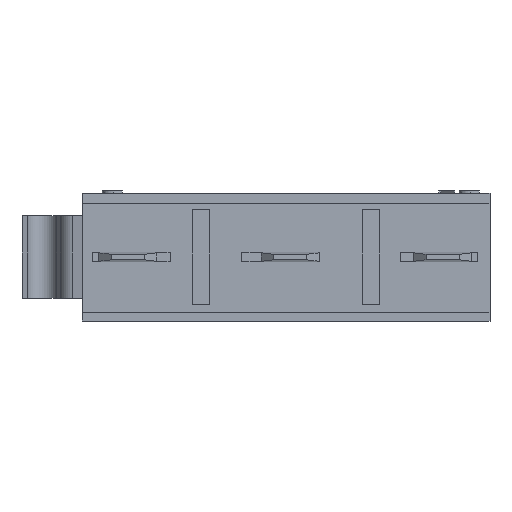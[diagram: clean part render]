
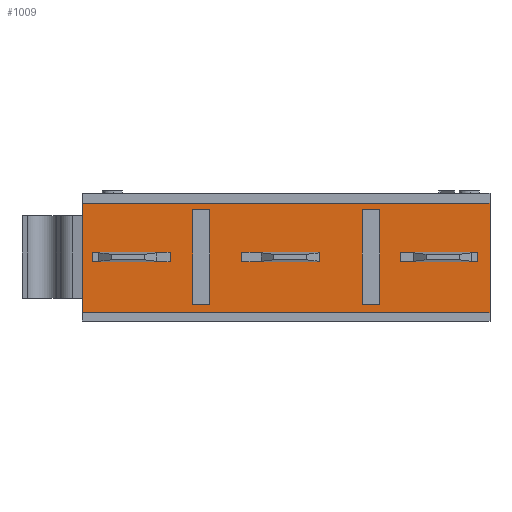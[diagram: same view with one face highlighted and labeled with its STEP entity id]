
A CAD part, front view. The second image highlights one B-rep face of the part: STEP entity #1009.
In plain terms, the highlighted planar face has unit normal (0, -1, 0).
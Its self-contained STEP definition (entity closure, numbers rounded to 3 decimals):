
#344 = DIRECTION ( 'NONE',  ( -1., 0., 0. ) ) ;
#366 = DIRECTION ( 'NONE',  ( -1., 0., 0. ) ) ;
#410 = EDGE_LOOP ( 'NONE', ( #4931, #5083, #4678, #6231 ) ) ;
#460 = FACE_BOUND ( 'NONE', #1959, .T. ) ;
#497 = CARTESIAN_POINT ( 'NONE',  ( 11.66, -3.581, 5.7 ) ) ;
#526 = CARTESIAN_POINT ( 'NONE',  ( -1.91, -3.581, 6.201 ) ) ;
#656 = LINE ( 'NONE', #2214, #9657 ) ;
#688 = LINE ( 'NONE', #4616, #5632 ) ;
#738 = VERTEX_POINT ( 'NONE', #2793 ) ;
#760 = CARTESIAN_POINT ( 'NONE',  ( 11.66, -3.581, 0.4 ) ) ;
#912 = CARTESIAN_POINT ( 'NONE',  ( 5.48, -3.581, 5.4 ) ) ;
#992 = DIRECTION ( 'NONE',  ( -1., 0., 0. ) ) ;
#1009 = ADVANCED_FACE ( 'NONE', ( #460, #2023, #3964 ), #2339, .T. ) ;
#1063 = VECTOR ( 'NONE', #7996, 1000. ) ;
#1150 = CARTESIAN_POINT ( 'NONE',  ( 17.141, -3.581, 5.4 ) ) ;
#1246 = CARTESIAN_POINT ( 'NONE',  ( 6.31, -3.581, 6.201 ) ) ;
#1289 = EDGE_CURVE ( 'NONE', #6873, #5676, #5649, .T. ) ;
#1358 = DIRECTION ( 'NONE',  ( 0., 0., -1. ) ) ;
#1411 = DIRECTION ( 'NONE',  ( -1., 0., 0. ) ) ;
#1550 = VECTOR ( 'NONE', #4543, 1000. ) ;
#1574 = DIRECTION ( 'NONE',  ( 1., 0., 0. ) ) ;
#1717 = CARTESIAN_POINT ( 'NONE',  ( 17.141, -3.581, 5.4 ) ) ;
#1814 = EDGE_CURVE ( 'NONE', #738, #7378, #688, .T. ) ;
#1832 = LINE ( 'NONE', #526, #3531 ) ;
#1959 = EDGE_LOOP ( 'NONE', ( #5837, #5075, #5765, #7756 ) ) ;
#2023 = FACE_BOUND ( 'NONE', #410, .T. ) ;
#2078 = EDGE_CURVE ( 'NONE', #4423, #10545, #5380, .T. ) ;
#2214 = CARTESIAN_POINT ( 'NONE',  ( 17.141, -3.581, 0.8 ) ) ;
#2231 = DIRECTION ( 'NONE',  ( 0., 0., -1. ) ) ;
#2339 = PLANE ( 'NONE',  #10592 ) ;
#2340 = VERTEX_POINT ( 'NONE', #10426 ) ;
#2465 = DIRECTION ( 'NONE',  ( 0., 0., 1. ) ) ;
#2494 = CARTESIAN_POINT ( 'NONE',  ( 5.48, -3.581, 0.8 ) ) ;
#2793 = CARTESIAN_POINT ( 'NONE',  ( -2.74, -3.581, 5.4 ) ) ;
#2880 = ORIENTED_EDGE ( 'NONE', *, *, #9013, .T. ) ;
#2894 = EDGE_CURVE ( 'NONE', #5814, #4651, #9912, .T. ) ;
#2918 = VECTOR ( 'NONE', #992, 1000. ) ;
#2924 = VECTOR ( 'NONE', #2465, 1000. ) ;
#3047 = LINE ( 'NONE', #1717, #2918 ) ;
#3341 = VECTOR ( 'NONE', #5945, 1000. ) ;
#3434 = CARTESIAN_POINT ( 'NONE',  ( 17.141, -3.581, 0.4 ) ) ;
#3491 = CARTESIAN_POINT ( 'NONE',  ( -8.09, -3.581, 5.7 ) ) ;
#3499 = ORIENTED_EDGE ( 'NONE', *, *, #9566, .F. ) ;
#3531 = VECTOR ( 'NONE', #2231, 1000. ) ;
#3715 = CARTESIAN_POINT ( 'NONE',  ( 17.141, -3.581, 0.8 ) ) ;
#3931 = ORIENTED_EDGE ( 'NONE', *, *, #1289, .F. ) ;
#3964 = FACE_OUTER_BOUND ( 'NONE', #10427, .T. ) ;
#4024 = EDGE_CURVE ( 'NONE', #7997, #5814, #7225, .T. ) ;
#4400 = CARTESIAN_POINT ( 'NONE',  ( -1.91, -3.581, 5.4 ) ) ;
#4423 = VERTEX_POINT ( 'NONE', #6840 ) ;
#4514 = CARTESIAN_POINT ( 'NONE',  ( 17.141, -3.581, 5.7 ) ) ;
#4543 = DIRECTION ( 'NONE',  ( -1., 0., 0. ) ) ;
#4616 = CARTESIAN_POINT ( 'NONE',  ( -2.74, -3.581, 6.201 ) ) ;
#4651 = VERTEX_POINT ( 'NONE', #2494 ) ;
#4678 = ORIENTED_EDGE ( 'NONE', *, *, #7791, .T. ) ;
#4803 = LINE ( 'NONE', #3715, #1550 ) ;
#4893 = LINE ( 'NONE', #1246, #5539 ) ;
#4931 = ORIENTED_EDGE ( 'NONE', *, *, #5365, .F. ) ;
#5075 = ORIENTED_EDGE ( 'NONE', *, *, #9825, .T. ) ;
#5083 = ORIENTED_EDGE ( 'NONE', *, *, #7345, .T. ) ;
#5365 = EDGE_CURVE ( 'NONE', #5926, #738, #3047, .T. ) ;
#5380 = LINE ( 'NONE', #9921, #2924 ) ;
#5539 = VECTOR ( 'NONE', #1358, 1000. ) ;
#5632 = VECTOR ( 'NONE', #10435, 1000. ) ;
#5649 = LINE ( 'NONE', #7107, #8022 ) ;
#5676 = VERTEX_POINT ( 'NONE', #760 ) ;
#5765 = ORIENTED_EDGE ( 'NONE', *, *, #6839, .T. ) ;
#5814 = VERTEX_POINT ( 'NONE', #912 ) ;
#5837 = ORIENTED_EDGE ( 'NONE', *, *, #4024, .F. ) ;
#5926 = VERTEX_POINT ( 'NONE', #4400 ) ;
#5945 = DIRECTION ( 'NONE',  ( -1., 0., 0. ) ) ;
#6167 = DIRECTION ( 'NONE',  ( 0., 0., -1. ) ) ;
#6231 = ORIENTED_EDGE ( 'NONE', *, *, #1814, .F. ) ;
#6350 = CARTESIAN_POINT ( 'NONE',  ( -2.74, -3.581, 0.8 ) ) ;
#6517 = DIRECTION ( 'NONE',  ( 0., -1., 0. ) ) ;
#6839 = EDGE_CURVE ( 'NONE', #2340, #4651, #656, .T. ) ;
#6840 = CARTESIAN_POINT ( 'NONE',  ( -8.09, -3.581, 0.4 ) ) ;
#6873 = VERTEX_POINT ( 'NONE', #497 ) ;
#7107 = CARTESIAN_POINT ( 'NONE',  ( 11.66, -3.581, 0.4 ) ) ;
#7225 = LINE ( 'NONE', #1150, #10739 ) ;
#7340 = CARTESIAN_POINT ( 'NONE',  ( 6.31, -3.581, 5.4 ) ) ;
#7345 = EDGE_CURVE ( 'NONE', #5926, #10296, #1832, .T. ) ;
#7378 = VERTEX_POINT ( 'NONE', #6350 ) ;
#7648 = LINE ( 'NONE', #3434, #3341 ) ;
#7756 = ORIENTED_EDGE ( 'NONE', *, *, #2894, .F. ) ;
#7791 = EDGE_CURVE ( 'NONE', #10296, #7378, #4803, .T. ) ;
#7996 = DIRECTION ( 'NONE',  ( 0., 0., -1. ) ) ;
#7997 = VERTEX_POINT ( 'NONE', #7340 ) ;
#8022 = VECTOR ( 'NONE', #6167, 1000. ) ;
#8062 = VECTOR ( 'NONE', #366, 1000. ) ;
#9013 = EDGE_CURVE ( 'NONE', #6873, #10545, #10250, .T. ) ;
#9203 = ORIENTED_EDGE ( 'NONE', *, *, #2078, .F. ) ;
#9566 = EDGE_CURVE ( 'NONE', #5676, #4423, #7648, .T. ) ;
#9626 = CARTESIAN_POINT ( 'NONE',  ( 5.48, -3.581, 6.201 ) ) ;
#9657 = VECTOR ( 'NONE', #1411, 1000. ) ;
#9825 = EDGE_CURVE ( 'NONE', #7997, #2340, #4893, .T. ) ;
#9891 = CARTESIAN_POINT ( 'NONE',  ( -1.91, -3.581, 0.8 ) ) ;
#9912 = LINE ( 'NONE', #9626, #1063 ) ;
#9921 = CARTESIAN_POINT ( 'NONE',  ( -8.09, -3.581, 0.4 ) ) ;
#10250 = LINE ( 'NONE', #4514, #8062 ) ;
#10296 = VERTEX_POINT ( 'NONE', #9891 ) ;
#10426 = CARTESIAN_POINT ( 'NONE',  ( 6.31, -3.581, 0.8 ) ) ;
#10427 = EDGE_LOOP ( 'NONE', ( #3931, #2880, #9203, #3499 ) ) ;
#10435 = DIRECTION ( 'NONE',  ( 0., 0., -1. ) ) ;
#10545 = VERTEX_POINT ( 'NONE', #3491 ) ;
#10592 = AXIS2_PLACEMENT_3D ( 'NONE', #10635, #6517, #1574 ) ;
#10635 = CARTESIAN_POINT ( 'NONE',  ( 17.141, -3.581, 0.4 ) ) ;
#10739 = VECTOR ( 'NONE', #344, 1000. ) ;
